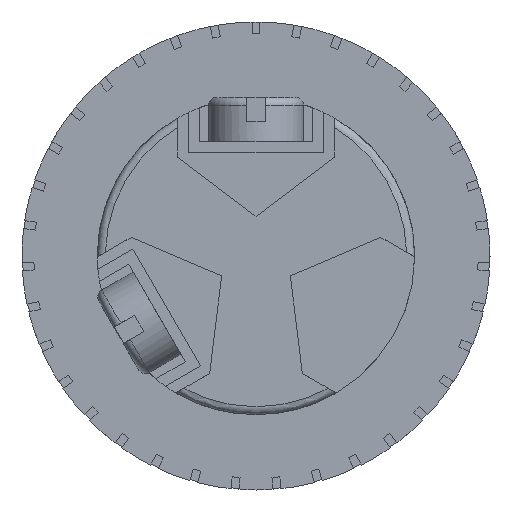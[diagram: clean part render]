
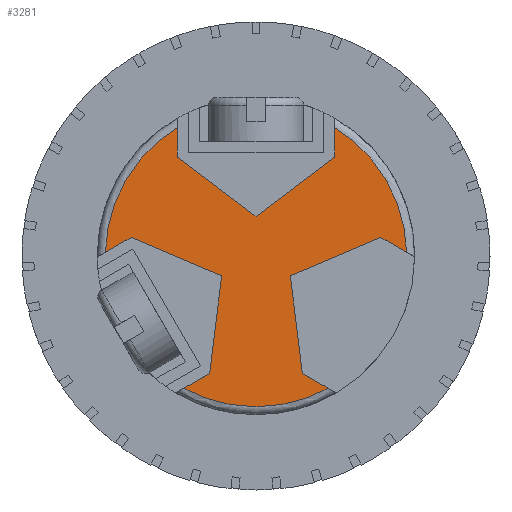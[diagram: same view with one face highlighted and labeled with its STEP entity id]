
A CAD part, front view. The second image highlights one B-rep face of the part: STEP entity #3281.
In plain terms, the highlighted planar face has unit normal (0, -1, 0).
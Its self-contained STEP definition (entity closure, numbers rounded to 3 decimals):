
#57 = ORIENTED_EDGE ( 'NONE', *, *, #1349, .F. ) ;
#204 = DIRECTION ( 'NONE',  ( -0.866, 0., -0.5 ) ) ;
#331 = CARTESIAN_POINT ( 'NONE',  ( 4.95, 0., 8.108 ) ) ;
#402 = ORIENTED_EDGE ( 'NONE', *, *, #907, .F. ) ;
#444 = EDGE_CURVE ( 'NONE', #2097, #1515, #1857, .T. ) ;
#464 = VECTOR ( 'NONE', #2777, 1000. ) ;
#586 = VERTEX_POINT ( 'NONE', #331 ) ;
#588 = DIRECTION ( 'NONE',  ( 0., -1., 0. ) ) ;
#665 = LINE ( 'NONE', #1333, #2990 ) ;
#754 = CARTESIAN_POINT ( 'NONE',  ( 2.165, 0., -1.25 ) ) ;
#777 = DIRECTION ( 'NONE',  ( 0., 0., -1. ) ) ;
#793 = CIRCLE ( 'NONE', #6134, 9.5 ) ;
#825 = CARTESIAN_POINT ( 'NONE',  ( -4.95, 0., 6.232 ) ) ;
#870 = CARTESIAN_POINT ( 'NONE',  ( -9.497, 0., 0.233 ) ) ;
#875 = VERTEX_POINT ( 'NONE', #2331 ) ;
#893 = DIRECTION ( 'NONE',  ( -0.921, 0., -0.391 ) ) ;
#907 = EDGE_CURVE ( 'NONE', #3656, #586, #7052, .T. ) ;
#962 = CARTESIAN_POINT ( 'NONE',  ( -2.165, 0., -1.25 ) ) ;
#985 = EDGE_LOOP ( 'NONE', ( #4103, #3095, #4922, #3196, #3389, #2009, #57, #4298, #2836, #1077, #5201, #5861, #1611, #402, #1257 ) ) ;
#1077 = ORIENTED_EDGE ( 'NONE', *, *, #3662, .F. ) ;
#1086 = DIRECTION ( 'NONE',  ( 0.866, 0., 0.5 ) ) ;
#1234 = EDGE_CURVE ( 'NONE', #875, #586, #2776, .T. ) ;
#1257 = ORIENTED_EDGE ( 'NONE', *, *, #1990, .F. ) ;
#1333 = CARTESIAN_POINT ( 'NONE',  ( 7.872, 0., 1.171 ) ) ;
#1349 = EDGE_CURVE ( 'NONE', #5718, #5227, #2304, .T. ) ;
#1404 = VECTOR ( 'NONE', #204, 1000. ) ;
#1487 = DIRECTION ( 'NONE',  ( 0., -1., 0. ) ) ;
#1515 = VERTEX_POINT ( 'NONE', #6573 ) ;
#1611 = ORIENTED_EDGE ( 'NONE', *, *, #1234, .T. ) ;
#1624 = DIRECTION ( 'NONE',  ( 0., 1., 0. ) ) ;
#1636 = DIRECTION ( 'NONE',  ( 0.866, 0., -0.5 ) ) ;
#1642 = CARTESIAN_POINT ( 'NONE',  ( -4.95, 0., 8.108 ) ) ;
#1701 = CARTESIAN_POINT ( 'NONE',  ( 0., 0., 2.5 ) ) ;
#1745 = VECTOR ( 'NONE', #4811, 1000. ) ;
#1761 = VECTOR ( 'NONE', #777, 1000. ) ;
#1857 = LINE ( 'NONE', #825, #1761 ) ;
#1869 = DIRECTION ( 'NONE',  ( 0., 0., 1. ) ) ;
#1990 = EDGE_CURVE ( 'NONE', #5480, #3656, #2300, .T. ) ;
#2009 = ORIENTED_EDGE ( 'NONE', *, *, #3549, .F. ) ;
#2019 = VERTEX_POINT ( 'NONE', #4796 ) ;
#2066 = CARTESIAN_POINT ( 'NONE',  ( 4.547, 0., -8.341 ) ) ;
#2092 = DIRECTION ( 'NONE',  ( 0., 0., 1. ) ) ;
#2097 = VERTEX_POINT ( 'NONE', #1642 ) ;
#2114 = AXIS2_PLACEMENT_3D ( 'NONE', #7446, #1624, #2834 ) ;
#2140 = VECTOR ( 'NONE', #893, 1000. ) ;
#2290 = CARTESIAN_POINT ( 'NONE',  ( -2.922, 0., -7.403 ) ) ;
#2300 = LINE ( 'NONE', #3054, #4517 ) ;
#2304 = LINE ( 'NONE', #2290, #5139 ) ;
#2308 = VERTEX_POINT ( 'NONE', #4125 ) ;
#2331 = CARTESIAN_POINT ( 'NONE',  ( 9.497, 0., 0.233 ) ) ;
#2496 = VECTOR ( 'NONE', #5821, 1000. ) ;
#2591 = AXIS2_PLACEMENT_3D ( 'NONE', #7495, #6878, #6904 ) ;
#2629 = EDGE_CURVE ( 'NONE', #3402, #5805, #6883, .T. ) ;
#2776 = CIRCLE ( 'NONE', #2591, 9.5 ) ;
#2777 = DIRECTION ( 'NONE',  ( -0.921, 0., 0.391 ) ) ;
#2834 = DIRECTION ( 'NONE',  ( 0., 0., 1. ) ) ;
#2836 = ORIENTED_EDGE ( 'NONE', *, *, #2629, .F. ) ;
#2880 = VECTOR ( 'NONE', #1636, 1000. ) ;
#2883 = CARTESIAN_POINT ( 'NONE',  ( 0., 0., 0. ) ) ;
#2925 = CARTESIAN_POINT ( 'NONE',  ( -2.165, 0., -1.25 ) ) ;
#2990 = VECTOR ( 'NONE', #4302, 1000. ) ;
#3054 = CARTESIAN_POINT ( 'NONE',  ( 0., 0., 2.5 ) ) ;
#3090 = CARTESIAN_POINT ( 'NONE',  ( 4.95, 0., 6.232 ) ) ;
#3095 = ORIENTED_EDGE ( 'NONE', *, *, #444, .F. ) ;
#3124 = EDGE_CURVE ( 'NONE', #2308, #6863, #6792, .T. ) ;
#3196 = ORIENTED_EDGE ( 'NONE', *, *, #5611, .F. ) ;
#3197 = CARTESIAN_POINT ( 'NONE',  ( -7.872, 0., 1.171 ) ) ;
#3225 = CARTESIAN_POINT ( 'NONE',  ( -2.922, 0., -7.403 ) ) ;
#3251 = AXIS2_PLACEMENT_3D ( 'NONE', #2883, #588, #1869 ) ;
#3281 = ADVANCED_FACE ( 'NONE', ( #6958 ), #6329, .F. ) ;
#3335 = DIRECTION ( 'NONE',  ( 0.798, 0., -0.602 ) ) ;
#3389 = ORIENTED_EDGE ( 'NONE', *, *, #7064, .F. ) ;
#3402 = VERTEX_POINT ( 'NONE', #7004 ) ;
#3549 = EDGE_CURVE ( 'NONE', #5227, #3635, #6145, .T. ) ;
#3635 = VERTEX_POINT ( 'NONE', #2925 ) ;
#3656 = VERTEX_POINT ( 'NONE', #4064 ) ;
#3662 = EDGE_CURVE ( 'NONE', #6863, #3402, #4974, .T. ) ;
#3775 = LINE ( 'NONE', #5666, #3963 ) ;
#3963 = VECTOR ( 'NONE', #3335, 1000. ) ;
#4064 = CARTESIAN_POINT ( 'NONE',  ( 4.95, 0., 6.232 ) ) ;
#4087 = EDGE_CURVE ( 'NONE', #1515, #5480, #3775, .T. ) ;
#4103 = ORIENTED_EDGE ( 'NONE', *, *, #4087, .F. ) ;
#4125 = CARTESIAN_POINT ( 'NONE',  ( 7.872, 0., 1.171 ) ) ;
#4176 = LINE ( 'NONE', #962, #464 ) ;
#4298 = ORIENTED_EDGE ( 'NONE', *, *, #4975, .T. ) ;
#4302 = DIRECTION ( 'NONE',  ( -0.866, 0., 0.5 ) ) ;
#4367 = CARTESIAN_POINT ( 'NONE',  ( -2.922, 0., -7.403 ) ) ;
#4476 = CIRCLE ( 'NONE', #3251, 9.5 ) ;
#4517 = VECTOR ( 'NONE', #5395, 1000. ) ;
#4551 = LINE ( 'NONE', #3197, #1404 ) ;
#4769 = VERTEX_POINT ( 'NONE', #870 ) ;
#4796 = CARTESIAN_POINT ( 'NONE',  ( -7.872, 0., 1.171 ) ) ;
#4800 = EDGE_CURVE ( 'NONE', #2097, #4769, #793, .T. ) ;
#4811 = DIRECTION ( 'NONE',  ( 0., 0., 1. ) ) ;
#4922 = ORIENTED_EDGE ( 'NONE', *, *, #4800, .T. ) ;
#4974 = LINE ( 'NONE', #6988, #2496 ) ;
#4975 = EDGE_CURVE ( 'NONE', #5718, #5805, #4476, .T. ) ;
#5006 = CARTESIAN_POINT ( 'NONE',  ( 0., 0., 0. ) ) ;
#5139 = VECTOR ( 'NONE', #1086, 1000. ) ;
#5201 = ORIENTED_EDGE ( 'NONE', *, *, #3124, .F. ) ;
#5227 = VERTEX_POINT ( 'NONE', #4367 ) ;
#5395 = DIRECTION ( 'NONE',  ( 0.798, 0., 0.602 ) ) ;
#5480 = VERTEX_POINT ( 'NONE', #1701 ) ;
#5611 = EDGE_CURVE ( 'NONE', #2019, #4769, #4551, .T. ) ;
#5666 = CARTESIAN_POINT ( 'NONE',  ( -4.95, 0., 6.232 ) ) ;
#5718 = VERTEX_POINT ( 'NONE', #6613 ) ;
#5805 = VERTEX_POINT ( 'NONE', #2066 ) ;
#5821 = DIRECTION ( 'NONE',  ( 0.122, 0., -0.993 ) ) ;
#5861 = ORIENTED_EDGE ( 'NONE', *, *, #7414, .F. ) ;
#6134 = AXIS2_PLACEMENT_3D ( 'NONE', #5006, #1487, #2092 ) ;
#6145 = LINE ( 'NONE', #3225, #6330 ) ;
#6211 = DIRECTION ( 'NONE',  ( 0.122, 0., 0.993 ) ) ;
#6265 = CARTESIAN_POINT ( 'NONE',  ( 2.922, 0., -7.403 ) ) ;
#6329 = PLANE ( 'NONE',  #2114 ) ;
#6330 = VECTOR ( 'NONE', #6211, 1000. ) ;
#6573 = CARTESIAN_POINT ( 'NONE',  ( -4.95, 0., 6.232 ) ) ;
#6613 = CARTESIAN_POINT ( 'NONE',  ( -4.547, 0., -8.341 ) ) ;
#6792 = LINE ( 'NONE', #7400, #2140 ) ;
#6863 = VERTEX_POINT ( 'NONE', #754 ) ;
#6878 = DIRECTION ( 'NONE',  ( 0., -1., 0. ) ) ;
#6883 = LINE ( 'NONE', #6265, #2880 ) ;
#6904 = DIRECTION ( 'NONE',  ( 0., 0., 1. ) ) ;
#6958 = FACE_OUTER_BOUND ( 'NONE', #985, .T. ) ;
#6988 = CARTESIAN_POINT ( 'NONE',  ( 2.165, 0., -1.25 ) ) ;
#7004 = CARTESIAN_POINT ( 'NONE',  ( 2.922, 0., -7.403 ) ) ;
#7052 = LINE ( 'NONE', #3090, #1745 ) ;
#7064 = EDGE_CURVE ( 'NONE', #3635, #2019, #4176, .T. ) ;
#7400 = CARTESIAN_POINT ( 'NONE',  ( 7.872, 0., 1.171 ) ) ;
#7414 = EDGE_CURVE ( 'NONE', #875, #2308, #665, .T. ) ;
#7446 = CARTESIAN_POINT ( 'NONE',  ( 0., 0., 0. ) ) ;
#7495 = CARTESIAN_POINT ( 'NONE',  ( 0., 0., 0. ) ) ;
